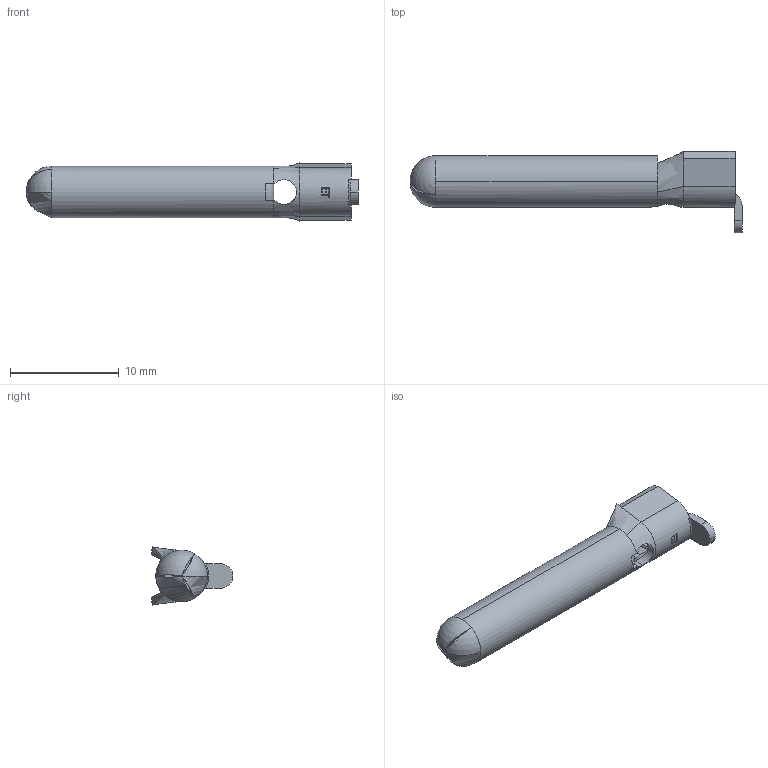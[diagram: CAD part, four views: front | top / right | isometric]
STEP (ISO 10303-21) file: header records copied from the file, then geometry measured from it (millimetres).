
FILE_DESCRIPTION (( 'STEP AP203' ), '1' );
FILE_NAME ('09266.STEP', '2015-02-18T20:54:10', ( '' ), ( '' ), 'SwSTEP 2.0', 'SolidWorks 2014', '' );
FILE_SCHEMA (( 'CONFIG_CONTROL_DESIGN' ));
Length unit declared in the file: inch
Products named in the file (1): 09266
Bounding box: 30.48 x 7.49 x 5.33 mm (x, y, z)
Volume: 260.6 mm3; surface area: 820 mm2
Topology: 1 solids, 1 shells, 141 faces, 374 edges, 224 vertices
Faces by surface type: plane 85, cylinder 32, bspline 8, cone 8, sphere 4, torus 4
Entity records: 4694 total; most frequent: CARTESIAN_POINT 1183, ORIENTED_EDGE 736, DIRECTION 703, EDGE_CURVE 368, AXIS2_PLACEMENT_3D 235, LINE 233, VECTOR 233, VERTEX_POINT 223
